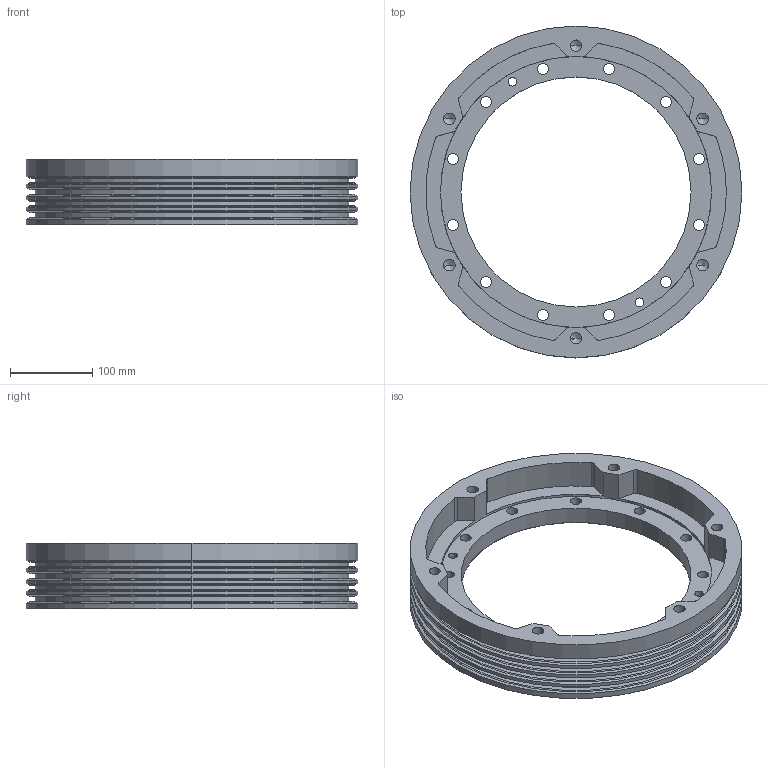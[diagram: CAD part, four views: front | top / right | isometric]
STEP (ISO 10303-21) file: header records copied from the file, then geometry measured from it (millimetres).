
FILE_DESCRIPTION (( 'STEP AP203' ), '1' );
FILE_NAME ('kvshll4.STEP', '2022-11-02T11:37:50', ( '' ), ( '' ), '', '', '' );
FILE_SCHEMA (( 'CONFIG_CONTROL_DESIGN' ));
Length unit declared in the file: millimetre
Products named in the file (1): kvshll4
Bounding box: 404 x 404 x 80 mm (x, y, z)
Volume: 2576335.4 mm3; surface area: 426471.5 mm2
Topology: 1 solids, 1 shells, 163 faces, 405 edges, 248 vertices
Faces by surface type: cylinder 83, cone 32, plane 30, torus 18
Entity records: 4964 total; most frequent: DIRECTION 957, CARTESIAN_POINT 805, ORIENTED_EDGE 786, AXIS2_PLACEMENT_3D 400, EDGE_CURVE 393, VERTEX_POINT 248, CIRCLE 236, EDGE_LOOP 209
